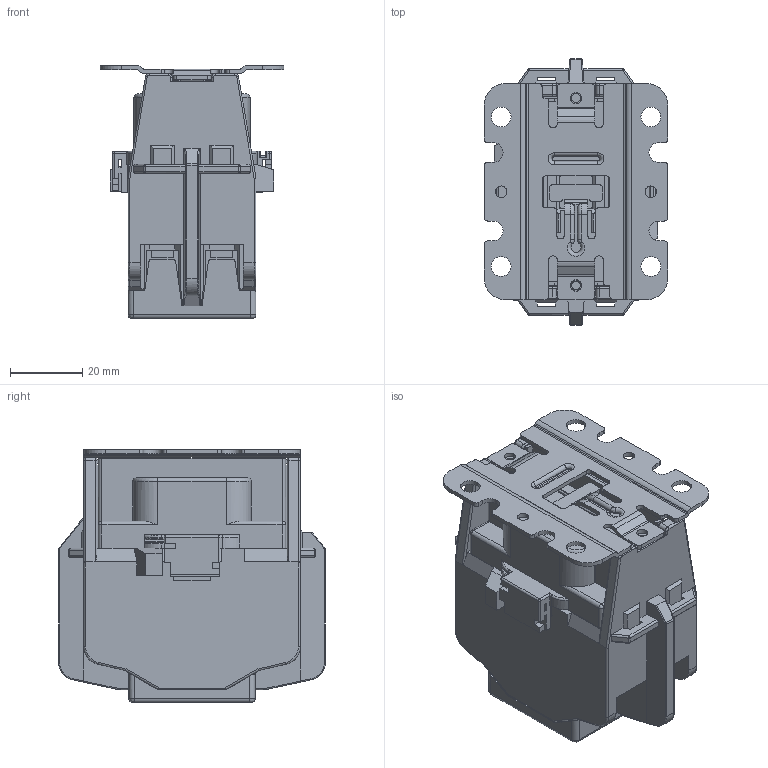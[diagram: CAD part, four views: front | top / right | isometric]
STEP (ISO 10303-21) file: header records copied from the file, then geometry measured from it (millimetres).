
FILE_DESCRIPTION((''),'2;1');
FILE_NAME('2HC_401_1010_ASM','2021-06-11T',('LESTER'),(''),'PRO/ENGINEER BY PARAMETRIC TECHNOLOGY CORPORATION, 2017170','PRO/ENGINEER BY PARAMETRIC TECHNOLOGY CORPORATION, 2017170','');
FILE_SCHEMA(('CONFIG_CONTROL_DESIGN'));
Length unit declared in the file: millimetre
Products named in the file (12): 8HC_024_1006; 5HC_557_1003_ASM; 5HC_024_1005_ASM; 8HC_104_1005; 5HC_104_1005_ASM; 8HC_732_1004; 5HC_520_1006_ASM; 8HC_300_1001; 8HC_062_1003; 5HC_553_1001_ASM; 8HC_315_1006; 2HC_401_1010_ASM
Assembly tree (15 placements, depth 3):
  2HC_401_1010_ASM
    5HC_024_1005_ASM
      8HC_024_1006
      5HC_557_1003_ASM  x4
    5HC_104_1005_ASM
      8HC_104_1005
    5HC_520_1006_ASM
      8HC_732_1004
    8HC_300_1001
    8HC_062_1003
    5HC_553_1001_ASM  x2
    8HC_315_1006
Bounding box: 51 x 74 x 70.2 mm (x, y, z)
Surface area: 55828.5 mm2 (no closed solid volume)
Topology: 0 solids, 6 shells, 1580 faces, 4298 edges, 2746 vertices
Faces by surface type: plane 973, cylinder 468, torus 67, bspline 42, sphere 26, cone 4
Entity records: 51690 total; most frequent: CARTESIAN_POINT 11244, ORIENTED_EDGE 8592, DIRECTION 8169, EDGE_CURVE 4296, VECTOR 3237, LINE 3237, VERTEX_POINT 2746, AXIS2_PLACEMENT_3D 2466
